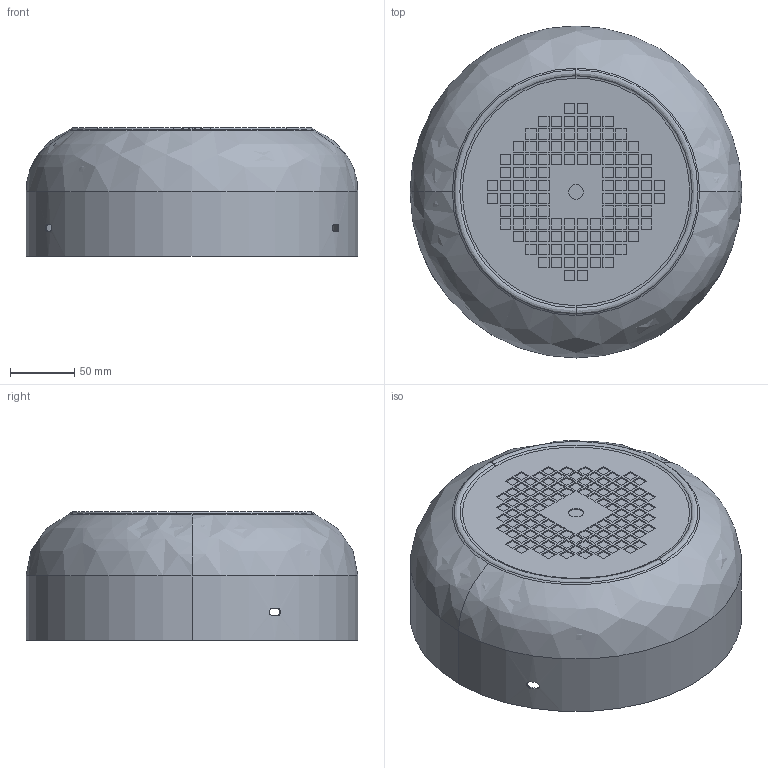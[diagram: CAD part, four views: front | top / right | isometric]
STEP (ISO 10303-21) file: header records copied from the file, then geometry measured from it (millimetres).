
FILE_DESCRIPTION (( 'STEP AP214' ), '1' );
FILE_NAME ('MTAP2-SHROUD-210.STEP', '2018-11-05T15:36:39', ( '' ), ( '' ), 'SwSTEP 2.0', 'SolidWorks 2017', '' );
FILE_SCHEMA (( 'AUTOMOTIVE_DESIGN' ));
Length unit declared in the file: inch
Products named in the file (1): MTAP2-SHROUD-210
Bounding box: 258.4 x 258.4 x 100 mm (x, y, z)
Volume: 130631.9 mm3; surface area: 234336.3 mm2
Topology: 1 solids, 1 shells, 601 faces, 1441 edges, 956 vertices
Faces by surface type: plane 570, bspline 16, cylinder 15
Entity records: 25870 total; most frequent: CARTESIAN_POINT 4017, ORIENTED_EDGE 2882, DIRECTION 2645, EDGE_CURVE 1441, LINE 1365, VECTOR 1365, VERTEX_POINT 956, EDGE_LOOP 721
